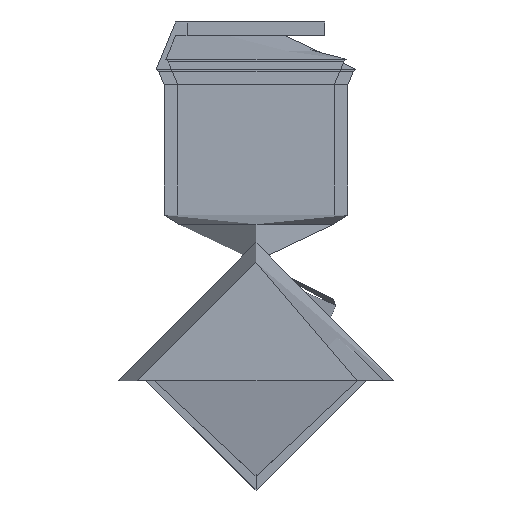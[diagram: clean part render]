
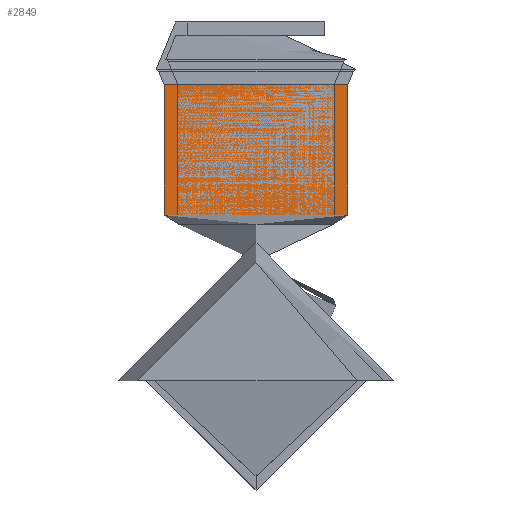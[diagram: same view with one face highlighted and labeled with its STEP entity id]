
A CAD part, left-side view. The second image highlights one B-rep face of the part: STEP entity #2849.
In plain terms, the highlighted free-form (B-spline) face has degree [1, 2] with [2, 9] control points.
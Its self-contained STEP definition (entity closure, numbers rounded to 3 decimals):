
#2788 = VERTEX_POINT('',#2789);
#2789 = CARTESIAN_POINT('',(6.821,0.,10.));
#2795 = EDGE_CURVE('',#2796,#2788,#2798,.T.);
#2796 = VERTEX_POINT('',#2797);
#2797 = CARTESIAN_POINT('',(6.821,10.,0.));
#2798 = ( BOUNDED_CURVE() B_SPLINE_CURVE(2,(#2799,#2800,#2801),
.UNSPECIFIED.,.F.,.F.) B_SPLINE_CURVE_WITH_KNOTS((3,3),(0.,
1.571),.PIECEWISE_BEZIER_KNOTS.) CURVE() 
GEOMETRIC_REPRESENTATION_ITEM() RATIONAL_B_SPLINE_CURVE((1.,
0.707,1.)) REPRESENTATION_ITEM('') );
#2799 = CARTESIAN_POINT('',(6.821,10.,0.));
#2800 = CARTESIAN_POINT('',(6.821,10.,10.));
#2801 = CARTESIAN_POINT('',(6.821,0.,10.));
#2803 = EDGE_CURVE('',#2804,#2796,#2806,.T.);
#2804 = VERTEX_POINT('',#2805);
#2805 = CARTESIAN_POINT('',(6.821,-10.,0.));
#2806 = ( BOUNDED_CURVE() B_SPLINE_CURVE(2,(#2807,#2808,#2809,#2810,
#2811),.UNSPECIFIED.,.F.,.F.) B_SPLINE_CURVE_WITH_KNOTS((3,2,3),(
    3.142,4.712,6.283),
.PIECEWISE_BEZIER_KNOTS.) CURVE() GEOMETRIC_REPRESENTATION_ITEM() 
RATIONAL_B_SPLINE_CURVE((1.,0.707,1.,0.707,1.)) 
REPRESENTATION_ITEM('') );
#2807 = CARTESIAN_POINT('',(6.821,-10.,0.));
#2808 = CARTESIAN_POINT('',(6.821,-10.,-10.));
#2809 = CARTESIAN_POINT('',(6.821,0.,-10.));
#2810 = CARTESIAN_POINT('',(6.821,10.,-10.));
#2811 = CARTESIAN_POINT('',(6.821,10.,0.));
#2813 = EDGE_CURVE('',#2788,#2804,#2814,.T.);
#2814 = ( BOUNDED_CURVE() B_SPLINE_CURVE(2,(#2815,#2816,#2817),
.UNSPECIFIED.,.F.,.F.) B_SPLINE_CURVE_WITH_KNOTS((3,3),(1.571,
3.142),.PIECEWISE_BEZIER_KNOTS.) CURVE() 
GEOMETRIC_REPRESENTATION_ITEM() RATIONAL_B_SPLINE_CURVE((1.,
0.707,1.)) REPRESENTATION_ITEM('') );
#2815 = CARTESIAN_POINT('',(6.821,0.,10.));
#2816 = CARTESIAN_POINT('',(6.821,-10.,10.));
#2817 = CARTESIAN_POINT('',(6.821,-10.,0.));
#2849 = ADVANCED_FACE('',(#2850),#2881,.T.);
#2850 = FACE_BOUND('',#2851,.T.);
#2851 = EDGE_LOOP('',(#2852,#2864,#2872,#2877,#2878,#2879,#2880));
#2852 = ORIENTED_EDGE('',*,*,#2853,.F.);
#2853 = EDGE_CURVE('',#2854,#2856,#2858,.T.);
#2854 = VERTEX_POINT('',#2855);
#2855 = CARTESIAN_POINT('',(21.,10.,0.));
#2856 = VERTEX_POINT('',#2857);
#2857 = CARTESIAN_POINT('',(21.,-10.,0.));
#2858 = ( BOUNDED_CURVE() B_SPLINE_CURVE(2,(#2859,#2860,#2861,#2862,
#2863),.UNSPECIFIED.,.F.,.F.) B_SPLINE_CURVE_WITH_KNOTS((3,2,3),(0.,
1.571,3.142),.UNSPECIFIED.) CURVE() 
GEOMETRIC_REPRESENTATION_ITEM() RATIONAL_B_SPLINE_CURVE((1.,
0.707,1.,0.707,1.)) REPRESENTATION_ITEM('') );
#2859 = CARTESIAN_POINT('',(21.,10.,0.));
#2860 = CARTESIAN_POINT('',(21.,10.,10.));
#2861 = CARTESIAN_POINT('',(21.,0.,10.));
#2862 = CARTESIAN_POINT('',(21.,-10.,10.));
#2863 = CARTESIAN_POINT('',(21.,-10.,0.));
#2864 = ORIENTED_EDGE('',*,*,#2865,.F.);
#2865 = EDGE_CURVE('',#2856,#2854,#2866,.T.);
#2866 = ( BOUNDED_CURVE() B_SPLINE_CURVE(2,(#2867,#2868,#2869,#2870,
#2871),.UNSPECIFIED.,.F.,.F.) B_SPLINE_CURVE_WITH_KNOTS((3,2,3),(
    3.142,4.712,6.283),
.PIECEWISE_BEZIER_KNOTS.) CURVE() GEOMETRIC_REPRESENTATION_ITEM() 
RATIONAL_B_SPLINE_CURVE((1.,0.707,1.,0.707,1.)) 
REPRESENTATION_ITEM('') );
#2867 = CARTESIAN_POINT('',(21.,-10.,0.));
#2868 = CARTESIAN_POINT('',(21.,-10.,-10.));
#2869 = CARTESIAN_POINT('',(21.,0.,-10.));
#2870 = CARTESIAN_POINT('',(21.,10.,-10.));
#2871 = CARTESIAN_POINT('',(21.,10.,0.));
#2872 = ORIENTED_EDGE('',*,*,#2873,.T.);
#2873 = EDGE_CURVE('',#2856,#2804,#2874,.T.);
#2874 = B_SPLINE_CURVE_WITH_KNOTS('',1,(#2875,#2876),.UNSPECIFIED.,.F.,
  .F.,(2,2),(-0.709,0.709),.PIECEWISE_BEZIER_KNOTS.);
#2875 = CARTESIAN_POINT('',(21.,-10.,0.));
#2876 = CARTESIAN_POINT('',(6.821,-10.,0.));
#2877 = ORIENTED_EDGE('',*,*,#2803,.T.);
#2878 = ORIENTED_EDGE('',*,*,#2795,.T.);
#2879 = ORIENTED_EDGE('',*,*,#2813,.T.);
#2880 = ORIENTED_EDGE('',*,*,#2873,.F.);
#2881 = ( BOUNDED_SURFACE() B_SPLINE_SURFACE(1,2,(
    (#2882,#2883,#2884,#2885,#2886,#2887,#2888,#2889,#2890)
    ,(#2891,#2892,#2893,#2894,#2895,#2896,#2897,#2898,#2899
)),.UNSPECIFIED.,.F.,.T.,.F.) B_SPLINE_SURFACE_WITH_KNOTS((2,2),(1,2,2,2
    ,2,2,1),(-0.709,0.709),(-4.712,
    -3.142,-1.571,0.,1.571,3.142,
4.712),.UNSPECIFIED.) GEOMETRIC_REPRESENTATION_ITEM() 
RATIONAL_B_SPLINE_SURFACE((
    (1.,0.707,1.,0.707,1.,0.707,1.
      ,0.707,1.)
    ,(1.,0.707,1.,0.707,1.,0.707,1.
,0.707,1.))) REPRESENTATION_ITEM('') SURFACE() );
#2882 = CARTESIAN_POINT('',(21.,-10.,0.));
#2883 = CARTESIAN_POINT('',(21.,-10.,-10.));
#2884 = CARTESIAN_POINT('',(21.,0.,-10.));
#2885 = CARTESIAN_POINT('',(21.,10.,-10.));
#2886 = CARTESIAN_POINT('',(21.,10.,0.));
#2887 = CARTESIAN_POINT('',(21.,10.,10.));
#2888 = CARTESIAN_POINT('',(21.,0.,10.));
#2889 = CARTESIAN_POINT('',(21.,-10.,10.));
#2890 = CARTESIAN_POINT('',(21.,-10.,0.));
#2891 = CARTESIAN_POINT('',(6.821,-10.,0.));
#2892 = CARTESIAN_POINT('',(6.821,-10.,-10.));
#2893 = CARTESIAN_POINT('',(6.821,0.,-10.));
#2894 = CARTESIAN_POINT('',(6.821,10.,-10.));
#2895 = CARTESIAN_POINT('',(6.821,10.,0.));
#2896 = CARTESIAN_POINT('',(6.821,10.,10.));
#2897 = CARTESIAN_POINT('',(6.821,0.,10.));
#2898 = CARTESIAN_POINT('',(6.821,-10.,10.));
#2899 = CARTESIAN_POINT('',(6.821,-10.,0.));
